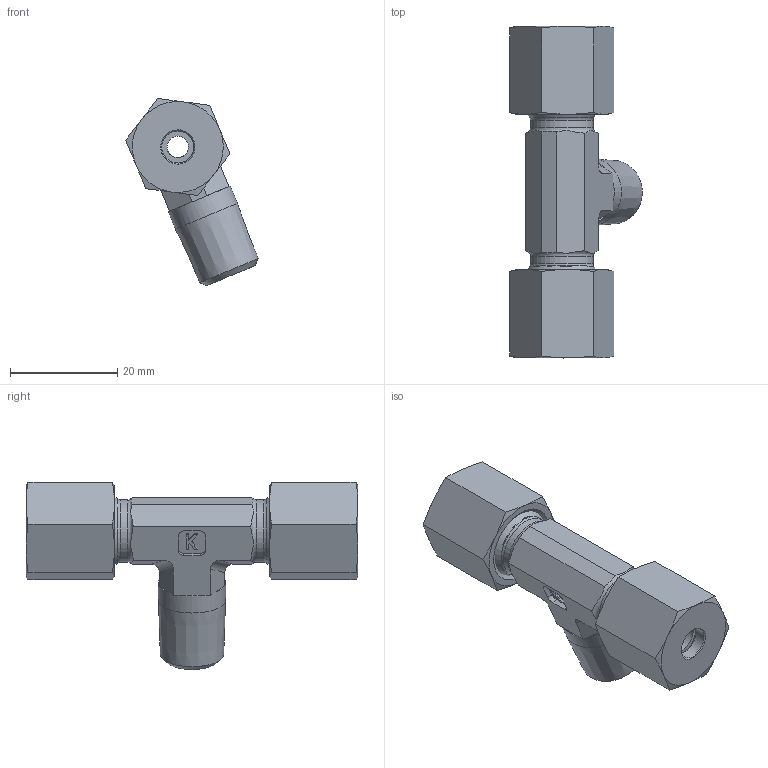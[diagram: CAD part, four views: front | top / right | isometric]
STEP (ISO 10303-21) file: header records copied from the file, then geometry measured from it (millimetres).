
FILE_DESCRIPTION((''),'2;1');
FILE_NAME('27003061214.stp','2014-08-21T15:23:32',(''),('KNOMI spol. s r. o.'),'Autodesk Inventor 2012','Autodesk Inventor 2012','');
FILE_SCHEMA(('AUTOMOTIVE_DESIGN { 1 2 10303 214 0 1 1 1 }'));
Length unit declared in the file: millimetre
Products named in the file (4): THCM3K  6SMkuž M12K/M14; 26003061214; 3980614; 40106
Assembly tree (5 placements, depth 2):
  THCM3K  6SMkuž M12K/M14
    26003061214
    3980614  x2
    40106  x2
Bounding box: 24.77 x 62 x 34.96 mm (x, y, z)
Volume: 12803.5 mm3; surface area: 8659.4 mm2
Topology: 5 solids, 5 shells, 190 faces, 441 edges, 283 vertices
Faces by surface type: plane 108, cone 47, cylinder 29, torus 6
Full cylindrical faces by diameter (mm): 4 x2, 6 x6, 8 x2, 10 x2, 11.7 x2, 12.376 x2, 12.532 x1, 14 x2
Entity records: 4444 total; most frequent: CARTESIAN_POINT 882, DIRECTION 693, ORIENTED_EDGE 610, EDGE_CURVE 305, AXIS2_PLACEMENT_3D 275, EDGE_LOOP 218, VERTEX_POINT 211, STYLED_ITEM 163
